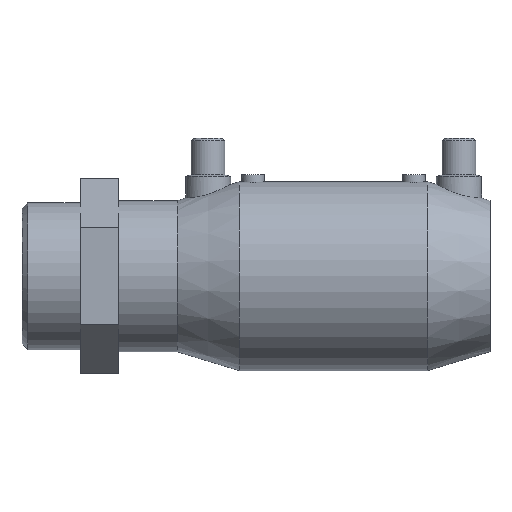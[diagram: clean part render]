
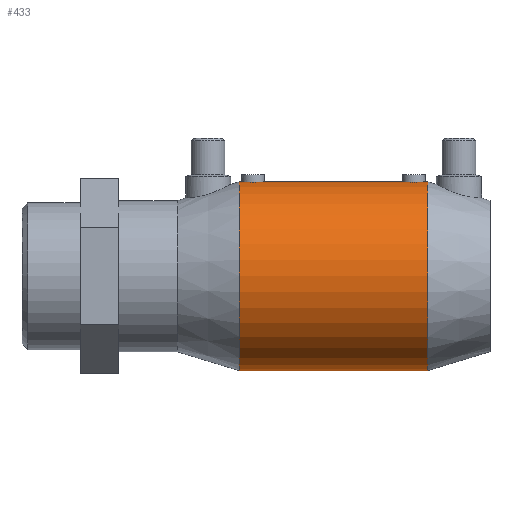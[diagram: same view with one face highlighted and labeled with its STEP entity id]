
A CAD part, top view. The second image highlights one B-rep face of the part: STEP entity #433.
In plain terms, the highlighted cylindrical face has radius 33.5 mm (diameter 67 mm), a partial arc.
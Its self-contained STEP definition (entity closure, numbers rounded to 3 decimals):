
#375 = EDGE_CURVE( '', #707, #773, #1025, .T. );
#397 = EDGE_CURVE( '', #865, #799, #1049, .T. );
#433 = ADVANCED_FACE( '', ( #1090 ), #1091, .T. );
#437 = VERTEX_POINT( '', #1095 );
#525 = VERTEX_POINT( '', #1193 );
#625 = EDGE_CURVE( '', #921, #865, #1307, .T. );
#707 = VERTEX_POINT( '', #1399 );
#743 = EDGE_CURVE( '', #525, #437, #1439, .T. );
#761 = VERTEX_POINT( '', #1457 );
#773 = VERTEX_POINT( '', #1469 );
#799 = VERTEX_POINT( '', #1504 );
#825 = EDGE_CURVE( '', #761, #437, #1533, .T. );
#865 = VERTEX_POINT( '', #1578 );
#921 = VERTEX_POINT( '', #1642 );
#931 = EDGE_CURVE( '', #799, #761, #1653, .T. );
#949 = EDGE_CURVE( '', #773, #921, #1672, .T. );
#963 = EDGE_CURVE( '', #525, #707, #1687, .T. );
#1025 = CIRCLE( '', #1774, 33.5 );
#1049 = LINE( '', #1804, #1805 );
#1090 = FACE_OUTER_BOUND( '', #1855, .T. );
#1091 = CYLINDRICAL_SURFACE( '', #1856, 33.5 );
#1095 = CARTESIAN_POINT( '', ( -34., 33.5, 0. ) );
#1193 = CARTESIAN_POINT( '', ( -34., -33.5, 0. ) );
#1307 = B_SPLINE_CURVE_WITH_KNOTS( '', 3, ( #2177, #2178, #2179, #2180, #2181, #2182, #2183, #2184, #2185, #2186, #2187, #2188, #2189, #2190, #2191, #2192, #2193, #2194, #2195, #2196, #2197, #2198, #2199, #2200, #2201, #2202, #2203, #2204, #2205, #2206, #2207, #2208, #2209, #2210 ), .UNSPECIFIED., .F., .F., ( 4, 2, 2, 2, 2, 2, 2, 2, 2, 2, 2, 2, 2, 2, 2, 2, 4 ), ( 6.033, 6.787, 7.541, 8.296, 9.05, 9.804, 10.558, 11.312, 12.066, 12.82, 13.575, 14.329, 15.083, 15.837, 16.591, 17.345, 18.1 ), .UNSPECIFIED. );
#1399 = CARTESIAN_POINT( '', ( 33., -33.5, 0. ) );
#1439 = CIRCLE( '', #2473, 33.5 );
#1457 = CARTESIAN_POINT( '', ( -33., 33.5, 0. ) );
#1469 = CARTESIAN_POINT( '', ( 33., 33.5, 0. ) );
#1504 = CARTESIAN_POINT( '', ( -25., 33.5, 0. ) );
#1533 = LINE( '', #2629, #2630 );
#1578 = CARTESIAN_POINT( '', ( 24., 33.5, 0. ) );
#1642 = CARTESIAN_POINT( '', ( 32., 33.5, 0. ) );
#1653 = B_SPLINE_CURVE_WITH_KNOTS( '', 3, ( #2781, #2782, #2783, #2784, #2785, #2786, #2787, #2788, #2789, #2790, #2791, #2792, #2793, #2794, #2795, #2796, #2797, #2798, #2799, #2800, #2801, #2802, #2803, #2804, #2805, #2806, #2807, #2808, #2809, #2810, #2811, #2812, #2813, #2814 ), .UNSPECIFIED., .F., .F., ( 4, 2, 2, 2, 2, 2, 2, 2, 2, 2, 2, 2, 2, 2, 2, 2, 4 ), ( 6.033, 6.787, 7.541, 8.296, 9.05, 9.804, 10.558, 11.312, 12.066, 12.82, 13.575, 14.329, 15.083, 15.837, 16.591, 17.345, 18.1 ), .UNSPECIFIED. );
#1672 = LINE( '', #2838, #2839 );
#1687 = LINE( '', #2893, #2894 );
#1774 = AXIS2_PLACEMENT_3D( '', #2947, #2948, #2949 );
#1804 = CARTESIAN_POINT( '', ( -0.5, 33.5, 0. ) );
#1805 = VECTOR( '', #2971, 1. );
#1855 = EDGE_LOOP( '', ( #3025, #3026, #3027, #3028, #3029, #3030, #3031, #3032 ) );
#1856 = AXIS2_PLACEMENT_3D( '', #3033, #3034, #3035 );
#2177 = CARTESIAN_POINT( '', ( 32., 33.5, 0. ) );
#2178 = CARTESIAN_POINT( '', ( 32., 33.5, 0.251 ) );
#2179 = CARTESIAN_POINT( '', ( 31.976, 33.497, 0.511 ) );
#2180 = CARTESIAN_POINT( '', ( 31.875, 33.485, 1.028 ) );
#2181 = CARTESIAN_POINT( '', ( 31.797, 33.476, 1.285 ) );
#2182 = CARTESIAN_POINT( '', ( 31.593, 33.454, 1.778 ) );
#2183 = CARTESIAN_POINT( '', ( 31.466, 33.44, 2.014 ) );
#2184 = CARTESIAN_POINT( '', ( 31.172, 33.411, 2.451 ) );
#2185 = CARTESIAN_POINT( '', ( 31.006, 33.395, 2.651 ) );
#2186 = CARTESIAN_POINT( '', ( 30.651, 33.365, 3.006 ) );
#2187 = CARTESIAN_POINT( '', ( 30.451, 33.35, 3.172 ) );
#2188 = CARTESIAN_POINT( '', ( 30.014, 33.321, 3.466 ) );
#2189 = CARTESIAN_POINT( '', ( 29.778, 33.307, 3.593 ) );
#2190 = CARTESIAN_POINT( '', ( 29.285, 33.284, 3.797 ) );
#2191 = CARTESIAN_POINT( '', ( 29.028, 33.275, 3.875 ) );
#2192 = CARTESIAN_POINT( '', ( 28.511, 33.263, 3.976 ) );
#2193 = CARTESIAN_POINT( '', ( 28.251, 33.26, 4. ) );
#2194 = CARTESIAN_POINT( '', ( 27.749, 33.26, 4. ) );
#2195 = CARTESIAN_POINT( '', ( 27.489, 33.263, 3.976 ) );
#2196 = CARTESIAN_POINT( '', ( 26.972, 33.275, 3.875 ) );
#2197 = CARTESIAN_POINT( '', ( 26.715, 33.284, 3.797 ) );
#2198 = CARTESIAN_POINT( '', ( 26.222, 33.307, 3.593 ) );
#2199 = CARTESIAN_POINT( '', ( 25.986, 33.321, 3.466 ) );
#2200 = CARTESIAN_POINT( '', ( 25.549, 33.35, 3.172 ) );
#2201 = CARTESIAN_POINT( '', ( 25.349, 33.365, 3.006 ) );
#2202 = CARTESIAN_POINT( '', ( 24.994, 33.395, 2.651 ) );
#2203 = CARTESIAN_POINT( '', ( 24.828, 33.411, 2.451 ) );
#2204 = CARTESIAN_POINT( '', ( 24.534, 33.44, 2.014 ) );
#2205 = CARTESIAN_POINT( '', ( 24.407, 33.454, 1.778 ) );
#2206 = CARTESIAN_POINT( '', ( 24.203, 33.476, 1.285 ) );
#2207 = CARTESIAN_POINT( '', ( 24.125, 33.485, 1.028 ) );
#2208 = CARTESIAN_POINT( '', ( 24.024, 33.497, 0.511 ) );
#2209 = CARTESIAN_POINT( '', ( 24., 33.5, 0.251 ) );
#2210 = CARTESIAN_POINT( '', ( 24., 33.5, 0. ) );
#2473 = AXIS2_PLACEMENT_3D( '', #3443, #3444, #3445 );
#2629 = CARTESIAN_POINT( '', ( -0.5, 33.5, 0. ) );
#2630 = VECTOR( '', #3563, 1. );
#2781 = CARTESIAN_POINT( '', ( -25., 33.5, 0. ) );
#2782 = CARTESIAN_POINT( '', ( -25., 33.5, 0.251 ) );
#2783 = CARTESIAN_POINT( '', ( -25.024, 33.497, 0.511 ) );
#2784 = CARTESIAN_POINT( '', ( -25.125, 33.485, 1.028 ) );
#2785 = CARTESIAN_POINT( '', ( -25.203, 33.476, 1.285 ) );
#2786 = CARTESIAN_POINT( '', ( -25.407, 33.454, 1.778 ) );
#2787 = CARTESIAN_POINT( '', ( -25.534, 33.44, 2.014 ) );
#2788 = CARTESIAN_POINT( '', ( -25.828, 33.411, 2.451 ) );
#2789 = CARTESIAN_POINT( '', ( -25.994, 33.395, 2.651 ) );
#2790 = CARTESIAN_POINT( '', ( -26.349, 33.365, 3.006 ) );
#2791 = CARTESIAN_POINT( '', ( -26.549, 33.35, 3.172 ) );
#2792 = CARTESIAN_POINT( '', ( -26.986, 33.321, 3.466 ) );
#2793 = CARTESIAN_POINT( '', ( -27.222, 33.307, 3.593 ) );
#2794 = CARTESIAN_POINT( '', ( -27.715, 33.284, 3.797 ) );
#2795 = CARTESIAN_POINT( '', ( -27.972, 33.275, 3.875 ) );
#2796 = CARTESIAN_POINT( '', ( -28.489, 33.263, 3.976 ) );
#2797 = CARTESIAN_POINT( '', ( -28.749, 33.26, 4. ) );
#2798 = CARTESIAN_POINT( '', ( -29.251, 33.26, 4. ) );
#2799 = CARTESIAN_POINT( '', ( -29.511, 33.263, 3.976 ) );
#2800 = CARTESIAN_POINT( '', ( -30.028, 33.275, 3.875 ) );
#2801 = CARTESIAN_POINT( '', ( -30.285, 33.284, 3.797 ) );
#2802 = CARTESIAN_POINT( '', ( -30.778, 33.307, 3.593 ) );
#2803 = CARTESIAN_POINT( '', ( -31.014, 33.321, 3.466 ) );
#2804 = CARTESIAN_POINT( '', ( -31.451, 33.35, 3.172 ) );
#2805 = CARTESIAN_POINT( '', ( -31.651, 33.365, 3.006 ) );
#2806 = CARTESIAN_POINT( '', ( -32.006, 33.395, 2.651 ) );
#2807 = CARTESIAN_POINT( '', ( -32.172, 33.411, 2.451 ) );
#2808 = CARTESIAN_POINT( '', ( -32.466, 33.44, 2.014 ) );
#2809 = CARTESIAN_POINT( '', ( -32.593, 33.454, 1.778 ) );
#2810 = CARTESIAN_POINT( '', ( -32.797, 33.476, 1.285 ) );
#2811 = CARTESIAN_POINT( '', ( -32.875, 33.485, 1.028 ) );
#2812 = CARTESIAN_POINT( '', ( -32.976, 33.497, 0.511 ) );
#2813 = CARTESIAN_POINT( '', ( -33., 33.5, 0.251 ) );
#2814 = CARTESIAN_POINT( '', ( -33., 33.5, 0. ) );
#2838 = CARTESIAN_POINT( '', ( -0.5, 33.5, 0. ) );
#2839 = VECTOR( '', #3743, 1. );
#2893 = CARTESIAN_POINT( '', ( -0.5, -33.5, 0. ) );
#2894 = VECTOR( '', #3754, 1. );
#2947 = CARTESIAN_POINT( '', ( 33., 0., 0. ) );
#2948 = DIRECTION( '', ( -1., 0., 0. ) );
#2949 = DIRECTION( '', ( 0., 1., 0. ) );
#2971 = DIRECTION( '', ( -1., 0., 0. ) );
#3025 = ORIENTED_EDGE( '', *, *, #949, .T. );
#3026 = ORIENTED_EDGE( '', *, *, #625, .T. );
#3027 = ORIENTED_EDGE( '', *, *, #397, .T. );
#3028 = ORIENTED_EDGE( '', *, *, #931, .T. );
#3029 = ORIENTED_EDGE( '', *, *, #825, .T. );
#3030 = ORIENTED_EDGE( '', *, *, #743, .F. );
#3031 = ORIENTED_EDGE( '', *, *, #963, .T. );
#3032 = ORIENTED_EDGE( '', *, *, #375, .T. );
#3033 = CARTESIAN_POINT( '', ( -0.5, 0., 0. ) );
#3034 = DIRECTION( '', ( 1., 0., 0. ) );
#3035 = DIRECTION( '', ( 0., 1., 0. ) );
#3443 = CARTESIAN_POINT( '', ( -34., 0., 0. ) );
#3444 = DIRECTION( '', ( -1., 0., 0. ) );
#3445 = DIRECTION( '', ( 0., 1., 0. ) );
#3563 = DIRECTION( '', ( -1., 0., 0. ) );
#3743 = DIRECTION( '', ( -1., 0., 0. ) );
#3754 = DIRECTION( '', ( 1., 0., 0. ) );
